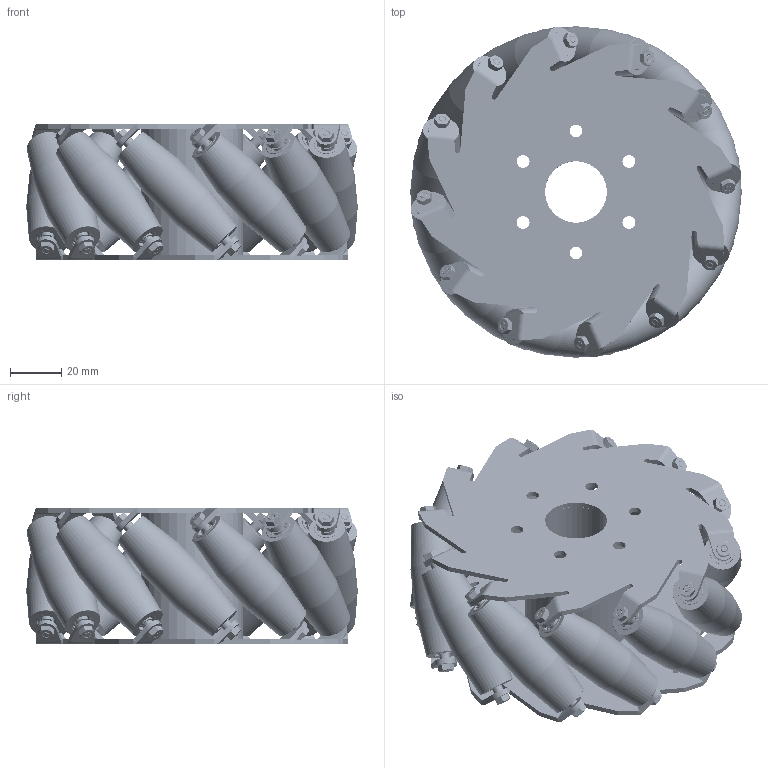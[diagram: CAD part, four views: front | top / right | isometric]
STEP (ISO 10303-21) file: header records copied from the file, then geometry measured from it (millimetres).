
FILE_DESCRIPTION (( 'STEP AP214' ), '1' );
FILE_NAME ('Wheel Final.STEP', '2021-11-19T06:23:08', ( '' ), ( '' ), 'SwSTEP 2.0', 'SolidWorks 2020', '' );
FILE_SCHEMA (( 'AUTOMOTIVE_DESIGN' ));
Length unit declared in the file: millimetre
Products named in the file (8): Spacer; radial ball bearing_68_am_AFBMA 20.1 - 32-3 - 8,SI,NC,8_68; Rollers; Rollers-Axis; Wheel Final; hex nut style 1_am_B18.2.4.1M - Hex nut, Style 1,  M3 x 0.5 --D-S; Mecanum Sneh plate
Assembly tree (75 placements, depth 2):
  Wheel Final
    Mecanum Sneh plate
    Mecanum Sneh plate
    Rollers-Axis  x12
    hex nut style 1_am_B18.2.4.1M - Hex nut, Style 1,  M3 x 0.5 --D-S  x24
    Rollers  x12
    radial ball bearing_68_am_AFBMA 20.1 - 32-3 - 8,SI,NC,8_68  x24
    Spacer
Bounding box: 128.89 x 128.89 x 52.89 mm (x, y, z)
Volume: 237851.7 mm3; surface area: 127528 mm2
Topology: 75 solids, 75 shells, 3850 faces, 8748 edges, 5144 vertices
Faces by surface type: cylinder 1708, cone 912, plane 606, torus 504, bspline 120
Entity records: 22938 total; most frequent: CARTESIAN_POINT 8136, ORIENTED_EDGE 3028, DIRECTION 2910, EDGE_CURVE 1514, AXIS2_PLACEMENT_3D 1102, VERTEX_POINT 914, EDGE_LOOP 710, VECTOR 706
